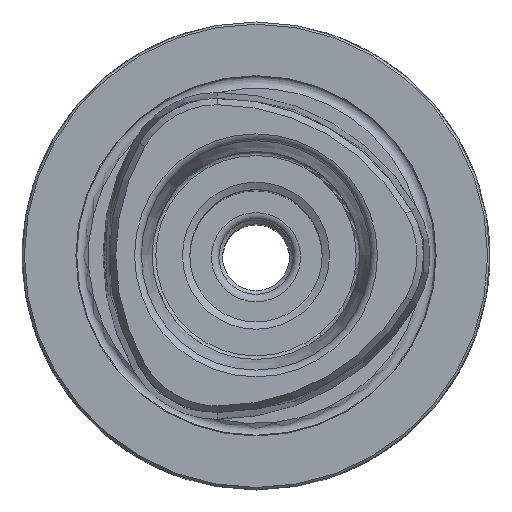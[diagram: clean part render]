
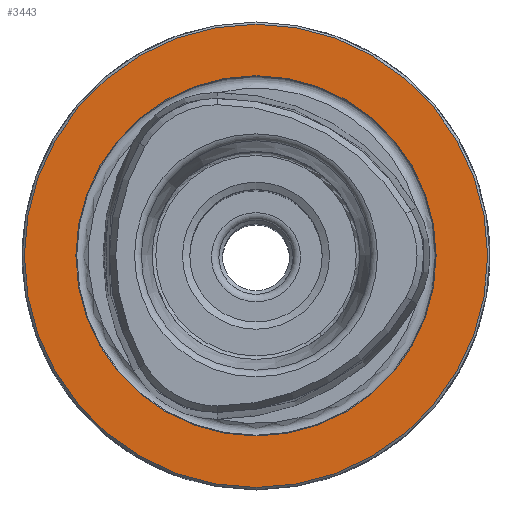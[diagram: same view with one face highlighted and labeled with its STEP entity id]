
A CAD part, top view. The second image highlights one B-rep face of the part: STEP entity #3443.
In plain terms, the highlighted planar face has unit normal (0, 0, 1).
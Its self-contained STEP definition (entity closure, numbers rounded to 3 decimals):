
#299=PLANE('',#3656);
#460=ORIENTED_EDGE('',*,*,#934,.T.);
#461=ORIENTED_EDGE('',*,*,#951,.F.);
#934=EDGE_CURVE('',#1214,#1214,#1394,.T.);
#951=EDGE_CURVE('',#1216,#1216,#1395,.T.);
#1214=VERTEX_POINT('',#4867);
#1216=VERTEX_POINT('',#4908);
#1394=CIRCLE('',#3634,31.2);
#1395=CIRCLE('',#3657,24.264);
#1587=EDGE_LOOP('',(#460));
#1588=EDGE_LOOP('',(#461));
#1874=FACE_BOUND('',#1587,.T.);
#1875=FACE_BOUND('',#1588,.T.);
#3443=ADVANCED_FACE('',(#1874,#1875),#299,.T.);
#3634=AXIS2_PLACEMENT_3D('',#4866,#4025,#4026);
#3656=AXIS2_PLACEMENT_3D('',#4906,#4085,#4086);
#3657=AXIS2_PLACEMENT_3D('',#4907,#4087,#4088);
#4025=DIRECTION('',(0.,0.,1.));
#4026=DIRECTION('',(1.,0.,0.));
#4085=DIRECTION('',(0.,0.,1.));
#4086=DIRECTION('',(1.,0.,0.));
#4087=DIRECTION('',(0.,0.,1.));
#4088=DIRECTION('',(1.,0.,0.));
#4866=CARTESIAN_POINT('',(0.,0.,0.));
#4867=CARTESIAN_POINT('',(31.2,0.,0.));
#4906=CARTESIAN_POINT('',(24.2,0.,0.));
#4907=CARTESIAN_POINT('',(0.,0.,0.));
#4908=CARTESIAN_POINT('',(24.264,0.,0.));
